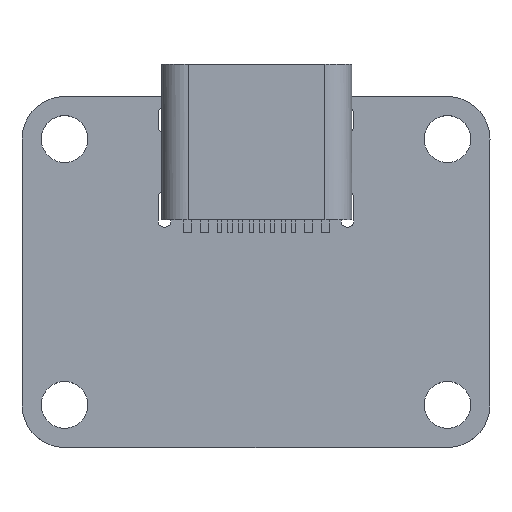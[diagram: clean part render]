
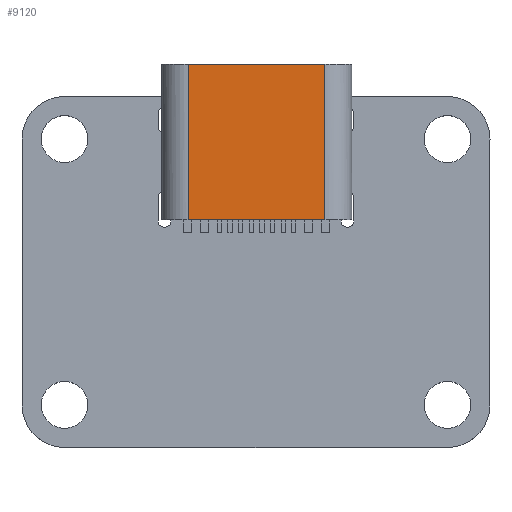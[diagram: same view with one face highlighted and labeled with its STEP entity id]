
A CAD part, top view. The second image highlights one B-rep face of the part: STEP entity #9120.
In plain terms, the highlighted free-form (B-spline) face has degree [1, 1] with [2, 2] control points.
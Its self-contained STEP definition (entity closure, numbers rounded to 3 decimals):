
#1601 = B_SPLINE_SURFACE_WITH_KNOTS('',1,1,(
    (#1602,#1603)
    ,(#1604,#1605
    )),.UNSPECIFIED.,.F.,.F.,.F.,(2,2),(2,2),(-4.47,4.47),(-2.405,1.605)
  ,.PIECEWISE_BEZIER_KNOTS.);
#1602 = CARTESIAN_POINT('',(8.94,-0.8,-7.3));
#1603 = CARTESIAN_POINT('',(8.94,3.21,-7.3));
#1604 = CARTESIAN_POINT('',(0.,-0.8,-7.3));
#1605 = CARTESIAN_POINT('',(0.,3.21,-7.3));
#3566 = VERTEX_POINT('',#3567);
#3567 = CARTESIAN_POINT('',(1.255,3.21,-7.3));
#3581 = ( BOUNDED_SURFACE() B_SPLINE_SURFACE(2,1,(
    (#3582,#3583)
    ,(#3584,#3585)
    ,(#3586,#3587
)),.UNSPECIFIED.,.F.,.F.,.F.) B_SPLINE_SURFACE_WITH_KNOTS((3,3),(2,2),(
    5.498,7.069),(0.,7.3),.PIECEWISE_BEZIER_KNOTS.) 
GEOMETRIC_REPRESENTATION_ITEM() RATIONAL_B_SPLINE_SURFACE((
    (1.,1.)
    ,(0.707,0.707)
,(1.,1.))) REPRESENTATION_ITEM('') SURFACE() );
#3582 = CARTESIAN_POINT('',(0.,1.955,0.));
#3583 = CARTESIAN_POINT('',(0.,1.955,-7.3));
#3584 = CARTESIAN_POINT('',(0.,3.21,0.));
#3585 = CARTESIAN_POINT('',(0.,3.21,-7.3));
#3586 = CARTESIAN_POINT('',(1.255,3.21,0.));
#3587 = CARTESIAN_POINT('',(1.255,3.21,-7.3));
#3595 = EDGE_CURVE('',#3566,#3596,#3598,.T.);
#3596 = VERTEX_POINT('',#3597);
#3597 = CARTESIAN_POINT('',(7.685,3.21,-7.3));
#3598 = SURFACE_CURVE('',#3599,(#3602,#3608),.PCURVE_S1.);
#3599 = B_SPLINE_CURVE_WITH_KNOTS('',1,(#3600,#3601),.UNSPECIFIED.,.F.,
  .F.,(2,2),(-7.685,-1.255),.PIECEWISE_BEZIER_KNOTS.);
#3600 = CARTESIAN_POINT('',(1.255,3.21,-7.3));
#3601 = CARTESIAN_POINT('',(7.685,3.21,-7.3));
#3602 = PCURVE('',#1601,#3603);
#3603 = DEFINITIONAL_REPRESENTATION('',(#3604),#3607);
#3604 = B_SPLINE_CURVE_WITH_KNOTS('',1,(#3605,#3606),.UNSPECIFIED.,.F.,
  .F.,(2,2),(-7.685,-1.255),.PIECEWISE_BEZIER_KNOTS.);
#3605 = CARTESIAN_POINT('',(3.215,1.605));
#3606 = CARTESIAN_POINT('',(-3.215,1.605));
#3607 = ( GEOMETRIC_REPRESENTATION_CONTEXT(2) 
PARAMETRIC_REPRESENTATION_CONTEXT() REPRESENTATION_CONTEXT('2D SPACE',''
  ) );
#3608 = PCURVE('',#3609,#3614);
#3609 = B_SPLINE_SURFACE_WITH_KNOTS('',1,1,(
    (#3610,#3611)
    ,(#3612,#3613
  )),.UNSPECIFIED.,.F.,.F.,.F.,(2,2),(2,2),(1.255,7.685),(0.,7.3),
  .PIECEWISE_BEZIER_KNOTS.);
#3610 = CARTESIAN_POINT('',(1.255,3.21,0.));
#3611 = CARTESIAN_POINT('',(1.255,3.21,-7.3));
#3612 = CARTESIAN_POINT('',(7.685,3.21,0.));
#3613 = CARTESIAN_POINT('',(7.685,3.21,-7.3));
#3614 = DEFINITIONAL_REPRESENTATION('',(#3615),#3618);
#3615 = B_SPLINE_CURVE_WITH_KNOTS('',1,(#3616,#3617),.UNSPECIFIED.,.F.,
  .F.,(2,2),(-7.685,-1.255),.PIECEWISE_BEZIER_KNOTS.);
#3616 = CARTESIAN_POINT('',(1.255,7.3));
#3617 = CARTESIAN_POINT('',(7.685,7.3));
#3618 = ( GEOMETRIC_REPRESENTATION_CONTEXT(2) 
PARAMETRIC_REPRESENTATION_CONTEXT() REPRESENTATION_CONTEXT('2D SPACE',''
  ) );
#3636 = ( BOUNDED_SURFACE() B_SPLINE_SURFACE(2,1,(
    (#3637,#3638)
    ,(#3639,#3640)
    ,(#3641,#3642
)),.UNSPECIFIED.,.F.,.F.,.F.) B_SPLINE_SURFACE_WITH_KNOTS((3,3),(2,2),(
    5.498,7.069),(0.,7.3),.PIECEWISE_BEZIER_KNOTS.) 
GEOMETRIC_REPRESENTATION_ITEM() RATIONAL_B_SPLINE_SURFACE((
    (1.,1.)
    ,(0.707,0.707)
,(1.,1.))) REPRESENTATION_ITEM('') SURFACE() );
#3637 = CARTESIAN_POINT('',(7.685,3.21,0.));
#3638 = CARTESIAN_POINT('',(7.685,3.21,-7.3));
#3639 = CARTESIAN_POINT('',(8.94,3.21,0.));
#3640 = CARTESIAN_POINT('',(8.94,3.21,-7.3));
#3641 = CARTESIAN_POINT('',(8.94,1.955,0.));
#3642 = CARTESIAN_POINT('',(8.94,1.955,-7.3));
#5421 = B_SPLINE_SURFACE_WITH_KNOTS('',1,1,(
    (#5422,#5423)
    ,(#5424,#5425
    )),.UNSPECIFIED.,.F.,.F.,.F.,(2,2),(2,2),(-4.47,4.47),(-1.605,1.605)
  ,.PIECEWISE_BEZIER_KNOTS.);
#5422 = CARTESIAN_POINT('',(0.,0.,0.));
#5423 = CARTESIAN_POINT('',(0.,3.21,0.));
#5424 = CARTESIAN_POINT('',(8.94,0.,0.));
#5425 = CARTESIAN_POINT('',(8.94,3.21,0.));
#8872 = VERTEX_POINT('',#8873);
#8873 = CARTESIAN_POINT('',(7.685,3.21,0.));
#8894 = EDGE_CURVE('',#8872,#8895,#8897,.T.);
#8895 = VERTEX_POINT('',#8896);
#8896 = CARTESIAN_POINT('',(1.255,3.21,0.));
#8897 = SURFACE_CURVE('',#8898,(#8901,#8907),.PCURVE_S1.);
#8898 = B_SPLINE_CURVE_WITH_KNOTS('',1,(#8899,#8900),.UNSPECIFIED.,.F.,
  .F.,(2,2),(1.255,7.685),.PIECEWISE_BEZIER_KNOTS.);
#8899 = CARTESIAN_POINT('',(7.685,3.21,0.));
#8900 = CARTESIAN_POINT('',(1.255,3.21,0.));
#8901 = PCURVE('',#5421,#8902);
#8902 = DEFINITIONAL_REPRESENTATION('',(#8903),#8906);
#8903 = B_SPLINE_CURVE_WITH_KNOTS('',1,(#8904,#8905),.UNSPECIFIED.,.F.,
  .F.,(2,2),(1.255,7.685),.PIECEWISE_BEZIER_KNOTS.);
#8904 = CARTESIAN_POINT('',(3.215,1.605));
#8905 = CARTESIAN_POINT('',(-3.215,1.605));
#8906 = ( GEOMETRIC_REPRESENTATION_CONTEXT(2) 
PARAMETRIC_REPRESENTATION_CONTEXT() REPRESENTATION_CONTEXT('2D SPACE',''
  ) );
#8907 = PCURVE('',#3609,#8908);
#8908 = DEFINITIONAL_REPRESENTATION('',(#8909),#8912);
#8909 = B_SPLINE_CURVE_WITH_KNOTS('',1,(#8910,#8911),.UNSPECIFIED.,.F.,
  .F.,(2,2),(1.255,7.685),.PIECEWISE_BEZIER_KNOTS.);
#8910 = CARTESIAN_POINT('',(7.685,0.));
#8911 = CARTESIAN_POINT('',(1.255,0.));
#8912 = ( GEOMETRIC_REPRESENTATION_CONTEXT(2) 
PARAMETRIC_REPRESENTATION_CONTEXT() REPRESENTATION_CONTEXT('2D SPACE',''
  ) );
#8969 = EDGE_CURVE('',#3596,#8872,#8970,.T.);
#8970 = SURFACE_CURVE('',#8971,(#8974,#8981),.PCURVE_S1.);
#8971 = B_SPLINE_CURVE_WITH_KNOTS('',1,(#8972,#8973),.UNSPECIFIED.,.F.,
  .F.,(2,2),(-7.3,0.),.PIECEWISE_BEZIER_KNOTS.);
#8972 = CARTESIAN_POINT('',(7.685,3.21,-7.3));
#8973 = CARTESIAN_POINT('',(7.685,3.21,0.));
#8974 = PCURVE('',#3636,#8975);
#8975 = DEFINITIONAL_REPRESENTATION('',(#8976),#8980);
#8976 = B_SPLINE_CURVE_WITH_KNOTS('',2,(#8977,#8978,#8979),
  .UNSPECIFIED.,.F.,.F.,(3,3),(-7.3,0.),.PIECEWISE_BEZIER_KNOTS.);
#8977 = CARTESIAN_POINT('',(5.498,7.3));
#8978 = CARTESIAN_POINT('',(5.498,3.65));
#8979 = CARTESIAN_POINT('',(5.498,0.));
#8980 = ( GEOMETRIC_REPRESENTATION_CONTEXT(2) 
PARAMETRIC_REPRESENTATION_CONTEXT() REPRESENTATION_CONTEXT('2D SPACE',''
  ) );
#8981 = PCURVE('',#3609,#8982);
#8982 = DEFINITIONAL_REPRESENTATION('',(#8983),#8986);
#8983 = B_SPLINE_CURVE_WITH_KNOTS('',1,(#8984,#8985),.UNSPECIFIED.,.F.,
  .F.,(2,2),(-7.3,0.),.PIECEWISE_BEZIER_KNOTS.);
#8984 = CARTESIAN_POINT('',(7.685,7.3));
#8985 = CARTESIAN_POINT('',(7.685,0.));
#8986 = ( GEOMETRIC_REPRESENTATION_CONTEXT(2) 
PARAMETRIC_REPRESENTATION_CONTEXT() REPRESENTATION_CONTEXT('2D SPACE',''
  ) );
#8996 = EDGE_CURVE('',#8895,#3566,#8997,.T.);
#8997 = SURFACE_CURVE('',#8998,(#9001,#9008),.PCURVE_S1.);
#8998 = B_SPLINE_CURVE_WITH_KNOTS('',1,(#8999,#9000),.UNSPECIFIED.,.F.,
  .F.,(2,2),(0.,7.3),.PIECEWISE_BEZIER_KNOTS.);
#8999 = CARTESIAN_POINT('',(1.255,3.21,0.));
#9000 = CARTESIAN_POINT('',(1.255,3.21,-7.3));
#9001 = PCURVE('',#3581,#9002);
#9002 = DEFINITIONAL_REPRESENTATION('',(#9003),#9007);
#9003 = B_SPLINE_CURVE_WITH_KNOTS('',2,(#9004,#9005,#9006),
  .UNSPECIFIED.,.F.,.F.,(3,3),(0.,7.3),.PIECEWISE_BEZIER_KNOTS.);
#9004 = CARTESIAN_POINT('',(7.069,0.));
#9005 = CARTESIAN_POINT('',(7.069,3.65));
#9006 = CARTESIAN_POINT('',(7.069,7.3));
#9007 = ( GEOMETRIC_REPRESENTATION_CONTEXT(2) 
PARAMETRIC_REPRESENTATION_CONTEXT() REPRESENTATION_CONTEXT('2D SPACE',''
  ) );
#9008 = PCURVE('',#3609,#9009);
#9009 = DEFINITIONAL_REPRESENTATION('',(#9010),#9013);
#9010 = B_SPLINE_CURVE_WITH_KNOTS('',1,(#9011,#9012),.UNSPECIFIED.,.F.,
  .F.,(2,2),(0.,7.3),.PIECEWISE_BEZIER_KNOTS.);
#9011 = CARTESIAN_POINT('',(1.255,0.));
#9012 = CARTESIAN_POINT('',(1.255,7.3));
#9013 = ( GEOMETRIC_REPRESENTATION_CONTEXT(2) 
PARAMETRIC_REPRESENTATION_CONTEXT() REPRESENTATION_CONTEXT('2D SPACE',''
  ) );
#9120 = ADVANCED_FACE('',(#9121),#3609,.T.);
#9121 = FACE_BOUND('',#9122,.T.);
#9122 = EDGE_LOOP('',(#9123,#9124,#9125,#9126));
#9123 = ORIENTED_EDGE('',*,*,#8969,.F.);
#9124 = ORIENTED_EDGE('',*,*,#3595,.F.);
#9125 = ORIENTED_EDGE('',*,*,#8996,.F.);
#9126 = ORIENTED_EDGE('',*,*,#8894,.F.);
